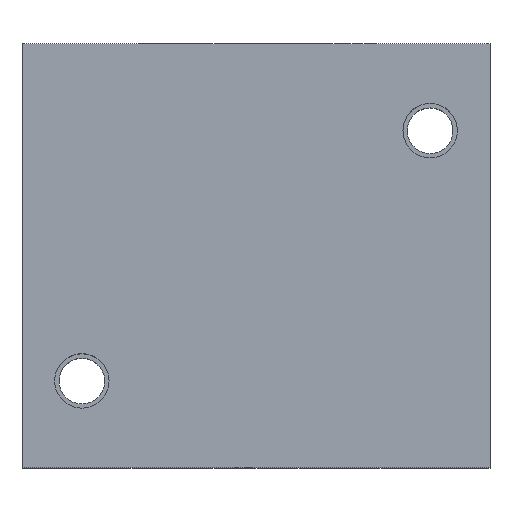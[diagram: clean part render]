
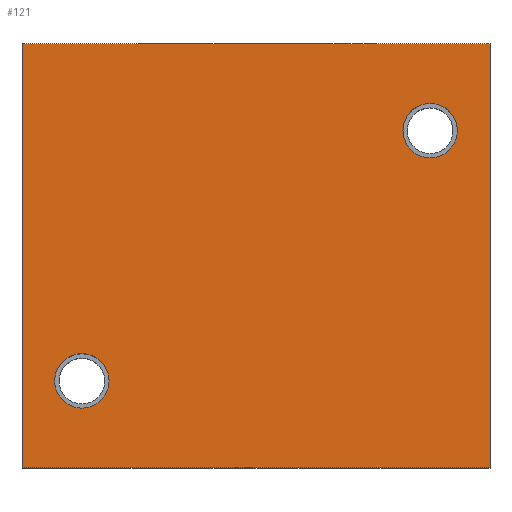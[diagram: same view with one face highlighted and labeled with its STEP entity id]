
A CAD part, top view. The second image highlights one B-rep face of the part: STEP entity #121.
In plain terms, the highlighted planar face has unit normal (0, 0, 1).
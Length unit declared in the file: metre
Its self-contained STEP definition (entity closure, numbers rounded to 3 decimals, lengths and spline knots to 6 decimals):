
#121 = ADVANCED_FACE( '', ( #252, #253, #254 ), #255, .T. );
#252 = FACE_BOUND( '', #376, .T. );
#253 = FACE_OUTER_BOUND( '', #377, .T. );
#254 = FACE_BOUND( '', #378, .T. );
#255 = PLANE( '', #379 );
#376 = EDGE_LOOP( '', ( #656 ) );
#377 = EDGE_LOOP( '', ( #657, #658, #659, #660 ) );
#378 = EDGE_LOOP( '', ( #661 ) );
#379 = AXIS2_PLACEMENT_3D( '', #662, #663, #664 );
#656 = ORIENTED_EDGE( '', *, *, #682, .T. );
#657 = ORIENTED_EDGE( '', *, *, #711, .F. );
#658 = ORIENTED_EDGE( '', *, *, #732, .F. );
#659 = ORIENTED_EDGE( '', *, *, #701, .T. );
#660 = ORIENTED_EDGE( '', *, *, #761, .T. );
#661 = ORIENTED_EDGE( '', *, *, #705, .T. );
#662 = CARTESIAN_POINT( '', ( -0.0215, -0.0195, 0.018 ) );
#663 = DIRECTION( '', ( 0., 0., 1. ) );
#664 = DIRECTION( '', ( 1., 0., 0. ) );
#682 = EDGE_CURVE( '', #802, #802, #803, .T. );
#701 = EDGE_CURVE( '', #835, #833, #836, .T. );
#705 = EDGE_CURVE( '', #841, #841, #842, .T. );
#711 = EDGE_CURVE( '', #851, #853, #854, .T. );
#732 = EDGE_CURVE( '', #835, #851, #885, .T. );
#761 = EDGE_CURVE( '', #833, #853, #925, .T. );
#802 = VERTEX_POINT( '', #972 );
#803 = CIRCLE( '', #973, 0.0025 );
#833 = VERTEX_POINT( '', #1010 );
#835 = VERTEX_POINT( '', #1013 );
#836 = LINE( '', #1014, #1015 );
#841 = VERTEX_POINT( '', #1022 );
#842 = CIRCLE( '', #1023, 0.0025 );
#851 = VERTEX_POINT( '', #1035 );
#853 = VERTEX_POINT( '', #1038 );
#854 = LINE( '', #1039, #1040 );
#885 = LINE( '', #1178, #1179 );
#925 = LINE( '', #1236, #1237 );
#972 = CARTESIAN_POINT( '', ( 0.016, 0.014, 0.018 ) );
#973 = AXIS2_PLACEMENT_3D( '', #1277, #1278, #1279 );
#1010 = CARTESIAN_POINT( '', ( 0.0215, -0.0195, 0.018 ) );
#1013 = CARTESIAN_POINT( '', ( -0.0215, -0.0195, 0.018 ) );
#1014 = CARTESIAN_POINT( '', ( -0.0215, -0.0195, 0.018 ) );
#1015 = VECTOR( '', #1303, 1. );
#1022 = CARTESIAN_POINT( '', ( -0.016, -0.009, 0.018 ) );
#1023 = AXIS2_PLACEMENT_3D( '', #1306, #1307, #1308 );
#1035 = CARTESIAN_POINT( '', ( -0.0215, 0.0195, 0.018 ) );
#1038 = CARTESIAN_POINT( '', ( 0.0215, 0.0195, 0.018 ) );
#1039 = CARTESIAN_POINT( '', ( -0.0215, 0.0195, 0.018 ) );
#1040 = VECTOR( '', #1313, 1. );
#1178 = CARTESIAN_POINT( '', ( -0.0215, -0.0195, 0.018 ) );
#1179 = VECTOR( '', #1334, 1. );
#1236 = CARTESIAN_POINT( '', ( 0.0215, -0.0195, 0.018 ) );
#1237 = VECTOR( '', #1361, 1. );
#1277 = CARTESIAN_POINT( '', ( 0.016, 0.0115, 0.018 ) );
#1278 = DIRECTION( '', ( 0., 0., -1. ) );
#1279 = DIRECTION( '', ( 0., 1., 0. ) );
#1303 = DIRECTION( '', ( 1., 0., 0. ) );
#1306 = CARTESIAN_POINT( '', ( -0.016, -0.0115, 0.018 ) );
#1307 = DIRECTION( '', ( 0., 0., -1. ) );
#1308 = DIRECTION( '', ( 0., 1., 0. ) );
#1313 = DIRECTION( '', ( 1., 0., 0. ) );
#1334 = DIRECTION( '', ( 0., 1., 0. ) );
#1361 = DIRECTION( '', ( 0., 1., 0. ) );
